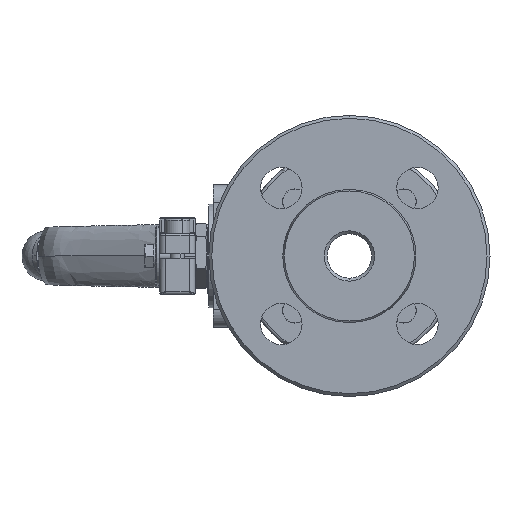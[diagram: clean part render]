
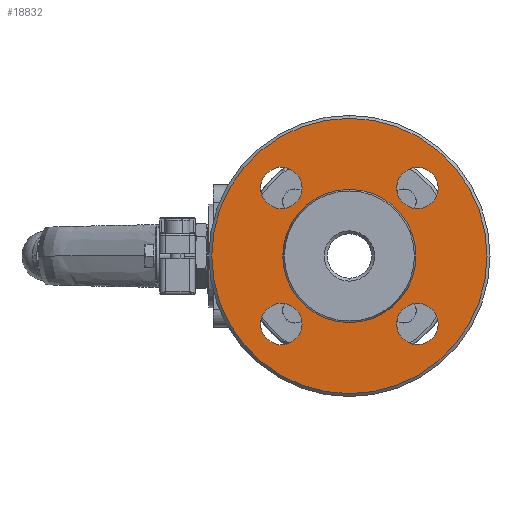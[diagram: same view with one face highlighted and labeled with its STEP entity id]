
A CAD part, left-side view. The second image highlights one B-rep face of the part: STEP entity #18832.
In plain terms, the highlighted planar face has unit normal (-1, 0, 0).
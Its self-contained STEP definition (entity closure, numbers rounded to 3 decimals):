
#170 = ORIENTED_EDGE ( 'NONE', *, *, #33442, .F. ) ;
#197 = CARTESIAN_POINT ( 'NONE',  ( -51., -22.981, -29.981 ) ) ;
#1128 = CARTESIAN_POINT ( 'NONE',  ( -51., -22.981, 15.981 ) ) ;
#1308 = AXIS2_PLACEMENT_3D ( 'NONE', #9016, #13296, #12501 ) ;
#1688 = AXIS2_PLACEMENT_3D ( 'NONE', #12372, #25536, #15669 ) ;
#1788 = DIRECTION ( 'NONE',  ( 0., 0., 1. ) ) ;
#1789 = AXIS2_PLACEMENT_3D ( 'NONE', #41925, #27908, #11901 ) ;
#2066 = ORIENTED_EDGE ( 'NONE', *, *, #21730, .F. ) ;
#2514 = FACE_BOUND ( 'NONE', #31732, .T. ) ;
#2591 = AXIS2_PLACEMENT_3D ( 'NONE', #4968, #27519, #7824 ) ;
#3501 = CARTESIAN_POINT ( 'NONE',  ( -51., -22.981, -22.981 ) ) ;
#3727 = DIRECTION ( 'NONE',  ( -1., 0., 0. ) ) ;
#3772 = CIRCLE ( 'NONE', #7284, 46.5 ) ;
#4125 = EDGE_CURVE ( 'NONE', #29439, #8551, #34399, .T. ) ;
#4190 = DIRECTION ( 'NONE',  ( 0., 0., 1. ) ) ;
#4968 = CARTESIAN_POINT ( 'NONE',  ( -51., 0., 0. ) ) ;
#5090 = DIRECTION ( 'NONE',  ( -1., 0., 0. ) ) ;
#5366 = ORIENTED_EDGE ( 'NONE', *, *, #6533, .F. ) ;
#5848 = ORIENTED_EDGE ( 'NONE', *, *, #6385, .F. ) ;
#6051 = ORIENTED_EDGE ( 'NONE', *, *, #41051, .F. ) ;
#6385 = EDGE_CURVE ( 'NONE', #38600, #18965, #26828, .T. ) ;
#6444 = EDGE_CURVE ( 'NONE', #34788, #40467, #3772, .T. ) ;
#6533 = EDGE_CURVE ( 'NONE', #16616, #23255, #16369, .T. ) ;
#7284 = AXIS2_PLACEMENT_3D ( 'NONE', #41864, #22129, #11840 ) ;
#7577 = EDGE_LOOP ( 'NONE', ( #7828, #22446 ) ) ;
#7824 = DIRECTION ( 'NONE',  ( 0., 0., 1. ) ) ;
#7828 = ORIENTED_EDGE ( 'NONE', *, *, #36722, .T. ) ;
#7923 = DIRECTION ( 'NONE',  ( 0., 0., 1. ) ) ;
#8352 = CARTESIAN_POINT ( 'NONE',  ( -51., 0., 0. ) ) ;
#8508 = EDGE_CURVE ( 'NONE', #8551, #29439, #21365, .T. ) ;
#8551 = VERTEX_POINT ( 'NONE', #1128 ) ;
#8734 = CARTESIAN_POINT ( 'NONE',  ( -51., 22.981, 15.981 ) ) ;
#8838 = AXIS2_PLACEMENT_3D ( 'NONE', #24554, #38565, #7923 ) ;
#9016 = CARTESIAN_POINT ( 'NONE',  ( -51., 0., 0. ) ) ;
#9303 = PLANE ( 'NONE',  #1688 ) ;
#9546 = CIRCLE ( 'NONE', #15852, 7. ) ;
#9885 = EDGE_CURVE ( 'NONE', #35417, #13955, #9546, .T. ) ;
#11840 = DIRECTION ( 'NONE',  ( 0., 0., 1. ) ) ;
#11901 = DIRECTION ( 'NONE',  ( 0., 0., 1. ) ) ;
#12359 = DIRECTION ( 'NONE',  ( -1., 0., 0. ) ) ;
#12372 = CARTESIAN_POINT ( 'NONE',  ( -51., -22.5, 0. ) ) ;
#12501 = DIRECTION ( 'NONE',  ( 0., 0., 1. ) ) ;
#12587 = FACE_BOUND ( 'NONE', #24680, .T. ) ;
#13296 = DIRECTION ( 'NONE',  ( -1., 0., 0. ) ) ;
#13661 = CARTESIAN_POINT ( 'NONE',  ( -51., 22.981, -29.981 ) ) ;
#13748 = DIRECTION ( 'NONE',  ( -1., 0., 0. ) ) ;
#13955 = VERTEX_POINT ( 'NONE', #21101 ) ;
#14008 = ORIENTED_EDGE ( 'NONE', *, *, #4125, .F. ) ;
#15519 = AXIS2_PLACEMENT_3D ( 'NONE', #20151, #3727, #33523 ) ;
#15669 = DIRECTION ( 'NONE',  ( 0., 0., 1. ) ) ;
#15852 = AXIS2_PLACEMENT_3D ( 'NONE', #27854, #31586, #1788 ) ;
#15900 = CIRCLE ( 'NONE', #2591, 46.5 ) ;
#16369 = CIRCLE ( 'NONE', #31795, 7. ) ;
#16594 = CARTESIAN_POINT ( 'NONE',  ( -51., 22.981, -15.981 ) ) ;
#16616 = VERTEX_POINT ( 'NONE', #17538 ) ;
#17118 = EDGE_LOOP ( 'NONE', ( #5848, #6051 ) ) ;
#17358 = EDGE_LOOP ( 'NONE', ( #170, #2066 ) ) ;
#17538 = CARTESIAN_POINT ( 'NONE',  ( -51., -22.981, -15.981 ) ) ;
#17783 = CARTESIAN_POINT ( 'NONE',  ( -51., 0., 46.5 ) ) ;
#17973 = AXIS2_PLACEMENT_3D ( 'NONE', #18543, #12359, #32516 ) ;
#18491 = AXIS2_PLACEMENT_3D ( 'NONE', #8352, #37680, #4190 ) ;
#18543 = CARTESIAN_POINT ( 'NONE',  ( -51., 22.981, -22.981 ) ) ;
#18832 = ADVANCED_FACE ( 'NONE', ( #32327, #32116, #2514, #12587, #38671, #35608 ), #9303, .T. ) ;
#18965 = VERTEX_POINT ( 'NONE', #29875 ) ;
#20151 = CARTESIAN_POINT ( 'NONE',  ( -51., -22.981, 22.981 ) ) ;
#20635 = CIRCLE ( 'NONE', #1789, 7. ) ;
#21101 = CARTESIAN_POINT ( 'NONE',  ( -51., 22.981, 29.981 ) ) ;
#21365 = CIRCLE ( 'NONE', #8838, 7. ) ;
#21730 = EDGE_CURVE ( 'NONE', #37823, #41135, #22150, .T. ) ;
#21735 = ORIENTED_EDGE ( 'NONE', *, *, #27314, .F. ) ;
#22129 = DIRECTION ( 'NONE',  ( -1., 0., 0. ) ) ;
#22150 = CIRCLE ( 'NONE', #17973, 7. ) ;
#22446 = ORIENTED_EDGE ( 'NONE', *, *, #6444, .T. ) ;
#23206 = DIRECTION ( 'NONE',  ( -1., 0., 0. ) ) ;
#23255 = VERTEX_POINT ( 'NONE', #197 ) ;
#24554 = CARTESIAN_POINT ( 'NONE',  ( -51., -22.981, 22.981 ) ) ;
#24680 = EDGE_LOOP ( 'NONE', ( #5366, #41956 ) ) ;
#25536 = DIRECTION ( 'NONE',  ( -1., 0., 0. ) ) ;
#26625 = ORIENTED_EDGE ( 'NONE', *, *, #8508, .F. ) ;
#26828 = CIRCLE ( 'NONE', #18491, 22.5 ) ;
#27314 = EDGE_CURVE ( 'NONE', #13955, #35417, #39110, .T. ) ;
#27519 = DIRECTION ( 'NONE',  ( -1., 0., 0. ) ) ;
#27854 = CARTESIAN_POINT ( 'NONE',  ( -51., 22.981, 22.981 ) ) ;
#27908 = DIRECTION ( 'NONE',  ( -1., 0., 0. ) ) ;
#29439 = VERTEX_POINT ( 'NONE', #31927 ) ;
#29875 = CARTESIAN_POINT ( 'NONE',  ( -51., 0., 22.5 ) ) ;
#30046 = CIRCLE ( 'NONE', #42655, 7. ) ;
#30424 = ORIENTED_EDGE ( 'NONE', *, *, #9885, .F. ) ;
#30554 = CARTESIAN_POINT ( 'NONE',  ( -51., 0., -46.5 ) ) ;
#31586 = DIRECTION ( 'NONE',  ( -1., 0., 0. ) ) ;
#31732 = EDGE_LOOP ( 'NONE', ( #14008, #26625 ) ) ;
#31795 = AXIS2_PLACEMENT_3D ( 'NONE', #43116, #13748, #42900 ) ;
#31927 = CARTESIAN_POINT ( 'NONE',  ( -51., -22.981, 29.981 ) ) ;
#32116 = FACE_BOUND ( 'NONE', #32496, .T. ) ;
#32327 = FACE_BOUND ( 'NONE', #17358, .T. ) ;
#32496 = EDGE_LOOP ( 'NONE', ( #21735, #30424 ) ) ;
#32516 = DIRECTION ( 'NONE',  ( 0., 0., 1. ) ) ;
#33442 = EDGE_CURVE ( 'NONE', #41135, #37823, #20635, .T. ) ;
#33523 = DIRECTION ( 'NONE',  ( 0., 0., 1. ) ) ;
#34399 = CIRCLE ( 'NONE', #15519, 7. ) ;
#34788 = VERTEX_POINT ( 'NONE', #17783 ) ;
#35094 = CARTESIAN_POINT ( 'NONE',  ( -51., 22.981, 22.981 ) ) ;
#35417 = VERTEX_POINT ( 'NONE', #8734 ) ;
#35608 = FACE_BOUND ( 'NONE', #17118, .T. ) ;
#36561 = DIRECTION ( 'NONE',  ( 0., 0., 1. ) ) ;
#36722 = EDGE_CURVE ( 'NONE', #40467, #34788, #15900, .T. ) ;
#37680 = DIRECTION ( 'NONE',  ( -1., 0., 0. ) ) ;
#37686 = AXIS2_PLACEMENT_3D ( 'NONE', #35094, #5090, #41888 ) ;
#37823 = VERTEX_POINT ( 'NONE', #13661 ) ;
#38565 = DIRECTION ( 'NONE',  ( -1., 0., 0. ) ) ;
#38600 = VERTEX_POINT ( 'NONE', #43347 ) ;
#38671 = FACE_OUTER_BOUND ( 'NONE', #7577, .T. ) ;
#39110 = CIRCLE ( 'NONE', #37686, 7. ) ;
#40467 = VERTEX_POINT ( 'NONE', #30554 ) ;
#41051 = EDGE_CURVE ( 'NONE', #18965, #38600, #43234, .T. ) ;
#41135 = VERTEX_POINT ( 'NONE', #16594 ) ;
#41864 = CARTESIAN_POINT ( 'NONE',  ( -51., 0., 0. ) ) ;
#41888 = DIRECTION ( 'NONE',  ( 0., 0., 1. ) ) ;
#41925 = CARTESIAN_POINT ( 'NONE',  ( -51., 22.981, -22.981 ) ) ;
#41956 = ORIENTED_EDGE ( 'NONE', *, *, #43019, .F. ) ;
#42655 = AXIS2_PLACEMENT_3D ( 'NONE', #3501, #23206, #36561 ) ;
#42900 = DIRECTION ( 'NONE',  ( 0., 0., 1. ) ) ;
#43019 = EDGE_CURVE ( 'NONE', #23255, #16616, #30046, .T. ) ;
#43116 = CARTESIAN_POINT ( 'NONE',  ( -51., -22.981, -22.981 ) ) ;
#43234 = CIRCLE ( 'NONE', #1308, 22.5 ) ;
#43347 = CARTESIAN_POINT ( 'NONE',  ( -51., 0., -22.5 ) ) ;
